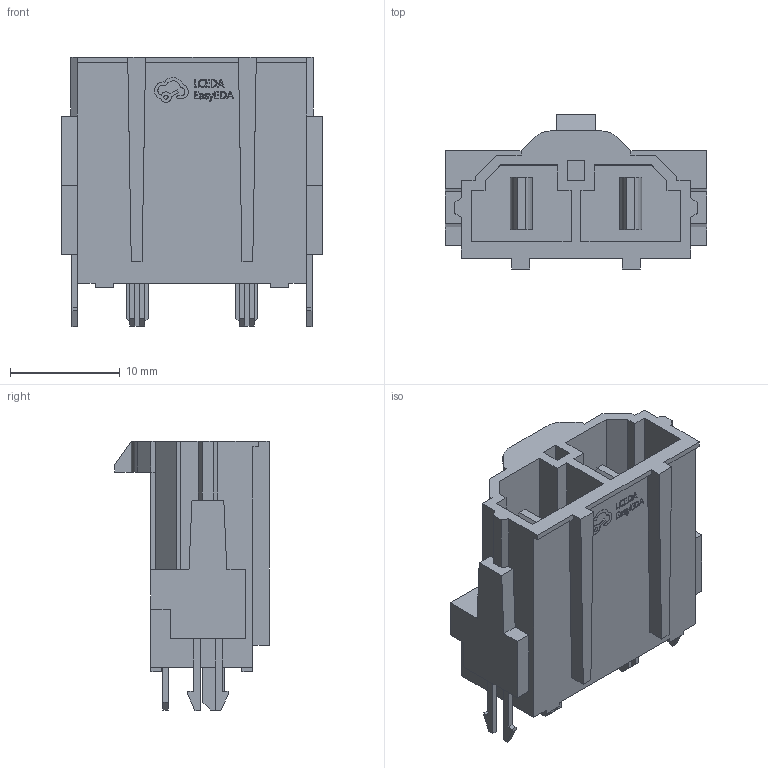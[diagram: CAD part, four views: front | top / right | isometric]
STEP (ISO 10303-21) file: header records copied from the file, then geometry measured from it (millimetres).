
FILE_DESCRIPTION (( 'STEP AP214' ), '1' );
FILE_NAME ('CONN-TH_0428192214.STEP', '2022-08-17T05:09:55', ( 'PC' ), ( 'Microsoft' ), 'SwSTEP 2.0', 'SolidWorks 2020', '' );
FILE_SCHEMA (( 'AUTOMOTIVE_DESIGN' ));
Length unit declared in the file: millimetre
Products named in the file (1): CONN-TH_0428192214
Bounding box: 23.82 x 14.1 x 24.55 mm (x, y, z)
Volume: 2436.5 mm3; surface area: 3618 mm2
Topology: 1 solids, 1 shells, 443 faces, 1212 edges, 802 vertices
Faces by surface type: plane 339, bspline 98, cylinder 6
Entity records: 19233 total; most frequent: CARTESIAN_POINT 3764, ORIENTED_EDGE 2424, DIRECTION 1716, EDGE_CURVE 1212, LINE 1000, VECTOR 1000, VERTEX_POINT 802, EDGE_LOOP 474
